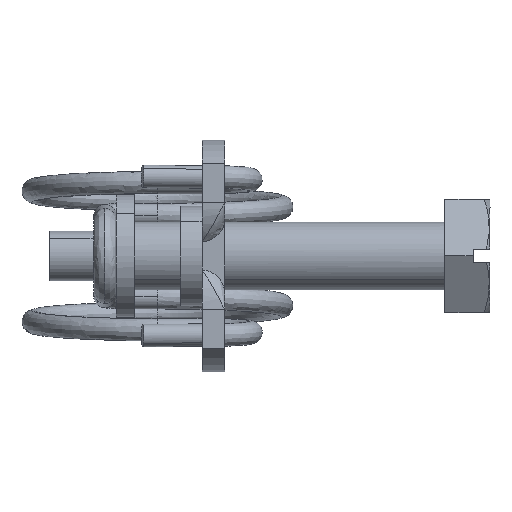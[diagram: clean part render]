
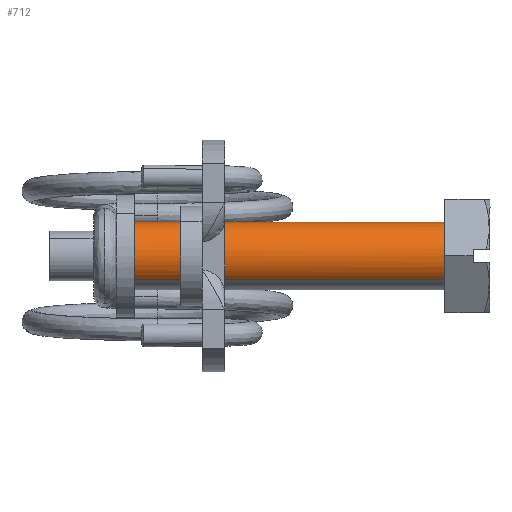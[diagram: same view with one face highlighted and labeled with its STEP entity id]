
A CAD part, top view. The second image highlights one B-rep face of the part: STEP entity #712.
In plain terms, the highlighted free-form (B-spline) face has degree [2, 1] with [5, 2] control points.
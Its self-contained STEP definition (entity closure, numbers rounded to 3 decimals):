
#488=CARTESIAN_POINT('',(-27.5,0.0,3.0));
#489=VERTEX_POINT('',#488);
#490=CARTESIAN_POINT('',(-27.5,3.,0.));
#491=VERTEX_POINT('',#490);
#492=CARTESIAN_POINT('',(-27.5,0.0,3.0));
#493=CARTESIAN_POINT('',(-27.5,0.258,3.));
#494=CARTESIAN_POINT('',(-27.5,0.663,2.947));
#495=CARTESIAN_POINT('',(-27.5,1.291,2.731));
#496=CARTESIAN_POINT('',(-27.5,1.813,2.423));
#497=CARTESIAN_POINT('',(-27.5,2.259,1.998));
#498=CARTESIAN_POINT('',(-27.5,2.572,1.571));
#499=CARTESIAN_POINT('',(-27.5,2.81,1.097));
#500=CARTESIAN_POINT('',(-27.5,2.965,0.564));
#501=CARTESIAN_POINT('',(-27.5,3.,0.184));
#502=CARTESIAN_POINT('',(-27.5,3.,0.));
#503=B_SPLINE_CURVE_WITH_KNOTS('',3,(#492,#493,#494,#495,#496,#497,#498,#499,#500,#501,#502),.UNSPECIFIED.,.F.,.U.,(4,1,1,1,1,1,1,1,4),(0.,0.773,1.215,1.988,2.577,3.056,3.571,4.16,4.712),.UNSPECIFIED.);
#504=EDGE_CURVE('',#489,#491,#503,.T.);
#506=CARTESIAN_POINT('',(-27.5,2.103,-2.14));
#507=VERTEX_POINT('',#506);
#508=CARTESIAN_POINT('',(-27.5,3.,0.));
#509=CARTESIAN_POINT('',(-27.5,3.,-0.285));
#510=CARTESIAN_POINT('',(-27.5,2.934,-0.744));
#511=CARTESIAN_POINT('',(-27.5,2.721,-1.29));
#512=CARTESIAN_POINT('',(-27.5,2.467,-1.732));
#513=CARTESIAN_POINT('',(-27.5,2.253,-1.992));
#514=CARTESIAN_POINT('',(-27.5,2.103,-2.14));
#515=B_SPLINE_CURVE_WITH_KNOTS('',3,(#508,#509,#510,#511,#512,#513,#514),.UNSPECIFIED.,.F.,.U.,(4,1,1,1,4),(0.,0.856,1.377,1.75,2.382),.UNSPECIFIED.);
#516=EDGE_CURVE('',#491,#507,#515,.T.);
#546=CARTESIAN_POINT('',(-27.5,-2.103,2.14));
#547=VERTEX_POINT('',#546);
#558=CARTESIAN_POINT('',(-27.5,-2.103,2.14));
#559=CARTESIAN_POINT('',(-27.5,-1.973,2.267));
#560=CARTESIAN_POINT('',(-27.5,-1.699,2.491));
#561=CARTESIAN_POINT('',(-27.5,-1.242,2.747));
#562=CARTESIAN_POINT('',(-27.5,-0.68,2.946));
#563=CARTESIAN_POINT('',(-27.5,-0.255,3.));
#564=CARTESIAN_POINT('',(-27.5,0.0,3.0));
#565=B_SPLINE_CURVE_WITH_KNOTS('',3,(#558,#559,#560,#561,#562,#563,#564),.UNSPECIFIED.,.F.,.U.,(4,1,1,1,4),(0.,0.546,1.056,1.565,2.33),.UNSPECIFIED.);
#566=EDGE_CURVE('',#547,#489,#565,.T.);
#591=CARTESIAN_POINT('',(0.,2.103,-2.14));
#592=VERTEX_POINT('',#591);
#620=CARTESIAN_POINT('',(0.,-2.103,2.14));
#621=VERTEX_POINT('',#620);
#632=CARTESIAN_POINT('',(0.,-2.103,2.14));
#633=CARTESIAN_POINT('',(-27.5,-2.103,2.14));
#634=QUASI_UNIFORM_CURVE('',1,(#632,#633),.UNSPECIFIED.,.F.,.U.);
#635=EDGE_CURVE('',#621,#547,#634,.T.);
#640=CARTESIAN_POINT('',(0.,2.103,-2.14));
#641=CARTESIAN_POINT('',(-27.5,2.103,-2.14));
#642=QUASI_UNIFORM_CURVE('',1,(#640,#641),.UNSPECIFIED.,.F.,.U.);
#643=EDGE_CURVE('',#592,#507,#642,.T.);
#648=CARTESIAN_POINT('',(0.688,-2.103,2.14));
#649=CARTESIAN_POINT('',(0.688,0.037,4.242));
#650=CARTESIAN_POINT('',(0.688,2.14,2.103));
#651=CARTESIAN_POINT('',(0.688,4.242,-0.037));
#652=CARTESIAN_POINT('',(0.688,2.103,-2.14));
#653=CARTESIAN_POINT('',(-28.205,-2.103,2.14));
#654=CARTESIAN_POINT('',(-28.205,0.037,4.242));
#655=CARTESIAN_POINT('',(-28.205,2.14,2.103));
#656=CARTESIAN_POINT('',(-28.205,4.242,-0.037));
#657=CARTESIAN_POINT('',(-28.205,2.103,-2.14));
#665=(BOUNDED_SURFACE()B_SPLINE_SURFACE(2,1,((#648,#653),(#649,#654),(#650,#655),(#651,#656),(#652,#657)),.UNSPECIFIED.,.F.,.F.,.U.)B_SPLINE_SURFACE_WITH_KNOTS((3,2,3),(2,2),(0.0,4.971,9.941),(0.0,28.892),.UNSPECIFIED.)GEOMETRIC_REPRESENTATION_ITEM()RATIONAL_B_SPLINE_SURFACE(((1.0,1.0),(0.707,0.707),(1.0,1.0),(0.707,0.707),(1.0,1.0)))REPRESENTATION_ITEM('')SURFACE());
#666=CARTESIAN_POINT('',(0.0,3.,0.));
#667=VERTEX_POINT('',#666);
#668=CARTESIAN_POINT('',(0.,2.103,-2.14));
#669=CARTESIAN_POINT('',(0.,2.253,-1.992));
#670=CARTESIAN_POINT('',(0.,2.547,-1.635));
#671=CARTESIAN_POINT('',(0.,2.818,-1.086));
#672=CARTESIAN_POINT('',(0.,2.969,-0.521));
#673=CARTESIAN_POINT('',(0.,3.,-0.186));
#674=CARTESIAN_POINT('',(0.0,3.,0.));
#675=B_SPLINE_CURVE_WITH_KNOTS('',3,(#668,#669,#670,#671,#672,#673,#674),.UNSPECIFIED.,.F.,.U.,(4,1,1,1,4),(0.,0.633,1.377,1.824,2.382),.UNSPECIFIED.);
#676=EDGE_CURVE('',#592,#667,#675,.T.);
#677=ORIENTED_EDGE('',*,*,#676,.F.);
#678=ORIENTED_EDGE('',*,*,#643,.T.);
#679=ORIENTED_EDGE('',*,*,#516,.F.);
#680=ORIENTED_EDGE('',*,*,#504,.F.);
#681=ORIENTED_EDGE('',*,*,#566,.F.);
#682=ORIENTED_EDGE('',*,*,#635,.F.);
#683=CARTESIAN_POINT('',(0.0,0.0,3.0));
#684=VERTEX_POINT('',#683);
#685=CARTESIAN_POINT('',(0.0,0.0,3.0));
#686=CARTESIAN_POINT('',(0.,-0.182,3.));
#687=CARTESIAN_POINT('',(0.,-0.51,2.97));
#688=CARTESIAN_POINT('',(0.,-1.063,2.826));
#689=CARTESIAN_POINT('',(0.,-1.603,2.566));
#690=CARTESIAN_POINT('',(0.,-1.956,2.284));
#691=CARTESIAN_POINT('',(0.,-2.103,2.14));
#692=B_SPLINE_CURVE_WITH_KNOTS('',3,(#685,#686,#687,#688,#689,#690,#691),.UNSPECIFIED.,.F.,.U.,(4,1,1,1,4),(0.,0.546,0.983,1.711,2.33),.UNSPECIFIED.);
#693=EDGE_CURVE('',#684,#621,#692,.T.);
#694=ORIENTED_EDGE('',*,*,#693,.F.);
#695=CARTESIAN_POINT('',(0.0,3.,0.));
#696=CARTESIAN_POINT('',(0.0,3.,0.196));
#697=CARTESIAN_POINT('',(0.0,2.955,0.65));
#698=CARTESIAN_POINT('',(0.0,2.758,1.237));
#699=CARTESIAN_POINT('',(0.0,2.476,1.714));
#700=CARTESIAN_POINT('',(0.0,2.15,2.115));
#701=CARTESIAN_POINT('',(0.0,1.767,2.446));
#702=CARTESIAN_POINT('',(0.0,1.342,2.693));
#703=CARTESIAN_POINT('',(0.0,0.933,2.863));
#704=CARTESIAN_POINT('',(0.0,0.491,2.974));
#705=CARTESIAN_POINT('',(0.0,0.16,3.));
#706=CARTESIAN_POINT('',(0.0,0.0,3.0));
#707=B_SPLINE_CURVE_WITH_KNOTS('',3,(#695,#696,#697,#698,#699,#700,#701,#702,#703,#704,#705,#706),.UNSPECIFIED.,.F.,.U.,(4,1,1,1,1,1,1,1,1,4),(0.,0.589,1.362,1.841,2.246,2.908,3.35,3.718,4.234,4.712),.UNSPECIFIED.);
#708=EDGE_CURVE('',#667,#684,#707,.T.);
#709=ORIENTED_EDGE('',*,*,#708,.F.);
#710=EDGE_LOOP('',(#677,#678,#679,#680,#681,#682,#694,#709));
#711=FACE_OUTER_BOUND('',#710,.T.);
#712=ADVANCED_FACE('',(#711),#665,.T.);
